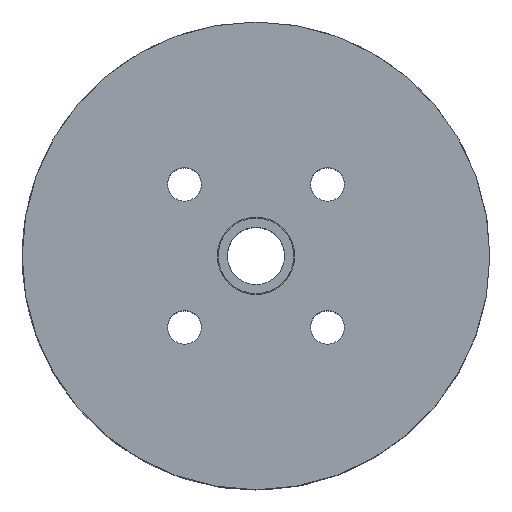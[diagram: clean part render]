
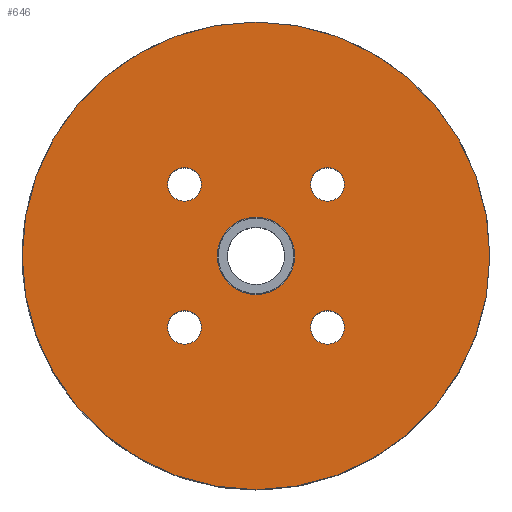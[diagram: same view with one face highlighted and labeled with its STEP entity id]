
A CAD part, top view. The second image highlights one B-rep face of the part: STEP entity #646.
In plain terms, the highlighted planar face has unit normal (0, 0, 1).
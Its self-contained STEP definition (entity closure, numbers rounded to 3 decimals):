
#143=FACE_BOUND('',#205,.T.);
#144=FACE_BOUND('',#206,.T.);
#145=FACE_BOUND('',#207,.T.);
#146=FACE_BOUND('',#208,.T.);
#147=FACE_BOUND('',#209,.T.);
#163=FACE_OUTER_BOUND('',#204,.T.);
#204=EDGE_LOOP('',(#439));
#205=EDGE_LOOP('',(#440));
#206=EDGE_LOOP('',(#441));
#207=EDGE_LOOP('',(#442));
#208=EDGE_LOOP('',(#443));
#209=EDGE_LOOP('',(#444));
#258=CIRCLE('',#701,2.3);
#260=CIRCLE('',#705,13.9);
#261=CIRCLE('',#706,1.);
#262=CIRCLE('',#707,1.);
#263=CIRCLE('',#708,1.);
#264=CIRCLE('',#709,1.);
#287=VERTEX_POINT('',#969);
#289=VERTEX_POINT('',#976);
#290=VERTEX_POINT('',#978);
#291=VERTEX_POINT('',#980);
#292=VERTEX_POINT('',#982);
#293=VERTEX_POINT('',#984);
#345=EDGE_CURVE('',#287,#287,#258,.T.);
#348=EDGE_CURVE('',#289,#289,#260,.T.);
#349=EDGE_CURVE('',#290,#290,#261,.T.);
#350=EDGE_CURVE('',#291,#291,#262,.T.);
#351=EDGE_CURVE('',#292,#292,#263,.T.);
#352=EDGE_CURVE('',#293,#293,#264,.T.);
#439=ORIENTED_EDGE('',*,*,#348,.T.);
#440=ORIENTED_EDGE('',*,*,#349,.T.);
#441=ORIENTED_EDGE('',*,*,#350,.T.);
#442=ORIENTED_EDGE('',*,*,#351,.T.);
#443=ORIENTED_EDGE('',*,*,#352,.T.);
#444=ORIENTED_EDGE('',*,*,#345,.T.);
#601=PLANE('',#704);
#646=ADVANCED_FACE('',(#163,#143,#144,#145,#146,#147),#601,.T.);
#701=AXIS2_PLACEMENT_3D('',#970,#778,#779);
#704=AXIS2_PLACEMENT_3D('',#975,#785,#786);
#705=AXIS2_PLACEMENT_3D('',#977,#787,#788);
#706=AXIS2_PLACEMENT_3D('',#979,#789,#790);
#707=AXIS2_PLACEMENT_3D('',#981,#791,#792);
#708=AXIS2_PLACEMENT_3D('',#983,#793,#794);
#709=AXIS2_PLACEMENT_3D('',#985,#795,#796);
#778=DIRECTION('center_axis',(0.,0.,
-1.));
#779=DIRECTION('ref_axis',(1.,0.,0.));
#785=DIRECTION('center_axis',(0.,0.,
1.));
#786=DIRECTION('ref_axis',(-1.,0.,0.));
#787=DIRECTION('center_axis',(0.,0.,
1.));
#788=DIRECTION('ref_axis',(-1.,0.,0.));
#789=DIRECTION('center_axis',(0.,0.,
-1.));
#790=DIRECTION('ref_axis',(1.,0.,0.));
#791=DIRECTION('center_axis',(0.,0.,
-1.));
#792=DIRECTION('ref_axis',(1.,0.,0.));
#793=DIRECTION('center_axis',(0.,0.,
-1.));
#794=DIRECTION('ref_axis',(1.,0.,0.));
#795=DIRECTION('center_axis',(0.,0.,
-1.));
#796=DIRECTION('ref_axis',(1.,0.,0.));
#969=CARTESIAN_POINT('',(23.6,-8.918,17.9));
#970=CARTESIAN_POINT('Origin',(25.9,-8.918,17.9));
#975=CARTESIAN_POINT('Origin',(25.9,-8.918,17.9));
#976=CARTESIAN_POINT('',(39.8,-8.918,17.9));
#977=CARTESIAN_POINT('Origin',(25.9,-8.918,17.9));
#978=CARTESIAN_POINT('',(20.65,-4.668,17.9));
#979=CARTESIAN_POINT('Origin',(21.65,-4.668,17.9));
#980=CARTESIAN_POINT('',(29.15,-13.168,17.9));
#981=CARTESIAN_POINT('Origin',(30.15,-13.168,17.9));
#982=CARTESIAN_POINT('',(29.15,-4.668,17.9));
#983=CARTESIAN_POINT('Origin',(30.15,-4.668,17.9));
#984=CARTESIAN_POINT('',(20.65,-13.168,17.9));
#985=CARTESIAN_POINT('Origin',(21.65,-13.168,17.9));
